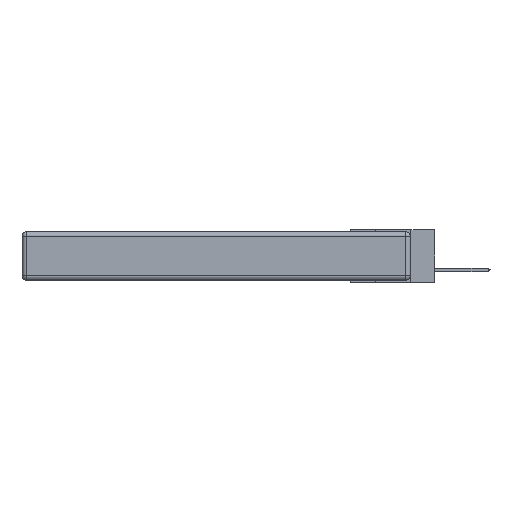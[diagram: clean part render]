
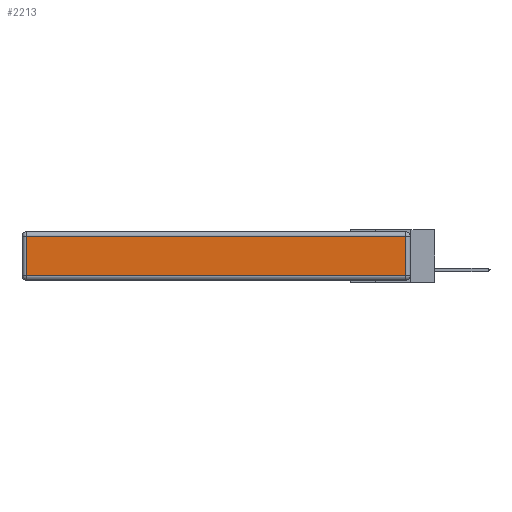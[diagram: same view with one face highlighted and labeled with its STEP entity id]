
A CAD part, left-side view. The second image highlights one B-rep face of the part: STEP entity #2213.
In plain terms, the highlighted planar face has unit normal (-1, 0, 0).
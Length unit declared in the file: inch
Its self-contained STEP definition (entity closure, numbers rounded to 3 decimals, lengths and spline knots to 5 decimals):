
#340 = LINE ( 'NONE', #5278, #5201 ) ;
#1028 = CARTESIAN_POINT ( 'NONE',  ( 0., 2.72, -0.03 ) ) ;
#1375 = CARTESIAN_POINT ( 'NONE',  ( 0., 2.72, -0.313 ) ) ;
#2213 = ADVANCED_FACE ( 'NONE', ( #4485 ), #16195, .T. ) ;
#3878 = CARTESIAN_POINT ( 'NONE',  ( 0., 0.03, -0.343 ) ) ;
#3972 = EDGE_CURVE ( 'NONE', #5001, #10504, #7906, .T. ) ;
#4142 = DIRECTION ( 'NONE',  ( 0., 0., 1. ) ) ;
#4485 = FACE_OUTER_BOUND ( 'NONE', #15463, .T. ) ;
#4646 = ORIENTED_EDGE ( 'NONE', *, *, #7443, .T. ) ;
#5001 = VERTEX_POINT ( 'NONE', #1375 ) ;
#5013 = ORIENTED_EDGE ( 'NONE', *, *, #14108, .T. ) ;
#5201 = VECTOR ( 'NONE', #6758, 39.37008 ) ;
#5278 = CARTESIAN_POINT ( 'NONE',  ( 0., 2.75, -0.03 ) ) ;
#6377 = CARTESIAN_POINT ( 'NONE',  ( 0., 0.03, -0.03 ) ) ;
#6381 = VECTOR ( 'NONE', #7060, 39.37008 ) ;
#6758 = DIRECTION ( 'NONE',  ( 0., 1., 0. ) ) ;
#7060 = DIRECTION ( 'NONE',  ( 0., 0., -1. ) ) ;
#7351 = VECTOR ( 'NONE', #8734, 39.37008 ) ;
#7443 = EDGE_CURVE ( 'NONE', #10504, #15494, #12436, .T. ) ;
#7466 = CARTESIAN_POINT ( 'NONE',  ( 0., 0.03, -0.313 ) ) ;
#7906 = LINE ( 'NONE', #12418, #9586 ) ;
#8367 = CARTESIAN_POINT ( 'NONE',  ( 0., 2.72, -0.343 ) ) ;
#8734 = DIRECTION ( 'NONE',  ( 0., 0., 1. ) ) ;
#9197 = CARTESIAN_POINT ( 'NONE',  ( 0., 0., -0.343 ) ) ;
#9586 = VECTOR ( 'NONE', #16592, 39.37008 ) ;
#10504 = VERTEX_POINT ( 'NONE', #7466 ) ;
#10760 = ORIENTED_EDGE ( 'NONE', *, *, #3972, .T. ) ;
#10900 = EDGE_CURVE ( 'NONE', #16272, #5001, #12745, .T. ) ;
#11564 = AXIS2_PLACEMENT_3D ( 'NONE', #9197, #13267, #4142 ) ;
#12418 = CARTESIAN_POINT ( 'NONE',  ( 0., 0., -0.313 ) ) ;
#12436 = LINE ( 'NONE', #3878, #7351 ) ;
#12745 = LINE ( 'NONE', #8367, #6381 ) ;
#13267 = DIRECTION ( 'NONE',  ( -1., 0., 0. ) ) ;
#14108 = EDGE_CURVE ( 'NONE', #15494, #16272, #340, .T. ) ;
#14121 = ORIENTED_EDGE ( 'NONE', *, *, #10900, .T. ) ;
#15463 = EDGE_LOOP ( 'NONE', ( #10760, #4646, #5013, #14121 ) ) ;
#15494 = VERTEX_POINT ( 'NONE', #6377 ) ;
#16195 = PLANE ( 'NONE',  #11564 ) ;
#16272 = VERTEX_POINT ( 'NONE', #1028 ) ;
#16592 = DIRECTION ( 'NONE',  ( 0., -1., 0. ) ) ;
